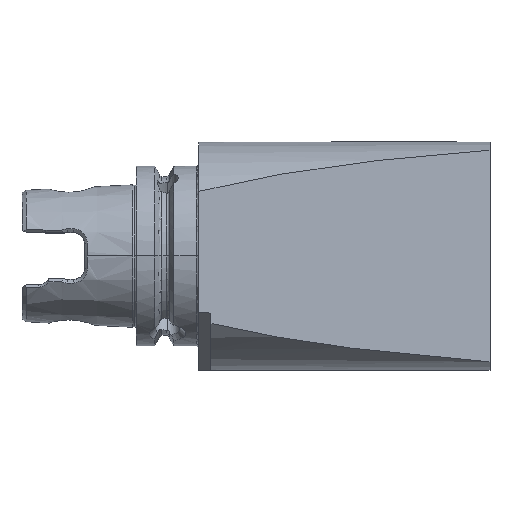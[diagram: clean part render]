
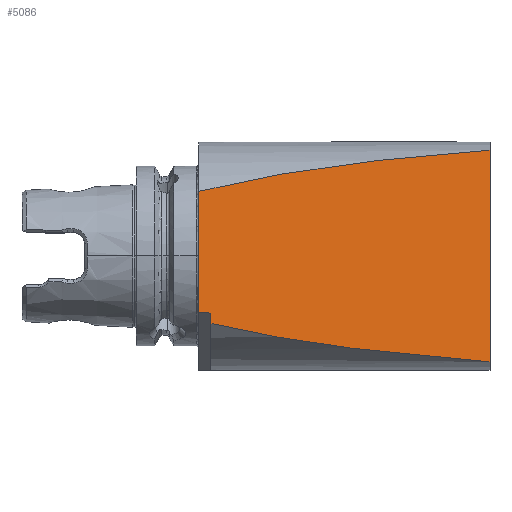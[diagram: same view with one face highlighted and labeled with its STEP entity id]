
A CAD part, top view. The second image highlights one B-rep face of the part: STEP entity #5086.
In plain terms, the highlighted planar face has unit normal (0.174, 0, 0.985).
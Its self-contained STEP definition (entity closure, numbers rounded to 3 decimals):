
#1310 = EDGE_LOOP ( 'NONE', ( #1561, #1689, #1690, #1691, #1692, #1693 ) ) ;
#1561 = ORIENTED_EDGE ( 'NONE', *, *, #1640, .F. ) ;
#1632 = EDGE_CURVE ( 'NONE', #4572, #4606, #8052, .T. ) ;
#1635 = EDGE_CURVE ( 'NONE', #4601, #4582, #7407, .T. ) ;
#1640 = EDGE_CURVE ( 'NONE', #4584, #4601, #7417, .T. ) ;
#1641 = EDGE_CURVE ( 'NONE', #4606, #4584, #7419, .T. ) ;
#1642 = EDGE_CURVE ( 'NONE', #4585, #4572, #7421, .T. ) ;
#1643 = EDGE_CURVE ( 'NONE', #4582, #4585, #8053, .T. ) ;
#1689 = ORIENTED_EDGE ( 'NONE', *, *, #1641, .F. ) ;
#1690 = ORIENTED_EDGE ( 'NONE', *, *, #1632, .F. ) ;
#1691 = ORIENTED_EDGE ( 'NONE', *, *, #1642, .F. ) ;
#1692 = ORIENTED_EDGE ( 'NONE', *, *, #1643, .F. ) ;
#1693 = ORIENTED_EDGE ( 'NONE', *, *, #1635, .F. ) ;
#4572 = VERTEX_POINT ( 'NONE', #13496 ) ;
#4582 = VERTEX_POINT ( 'NONE', #13504 ) ;
#4584 = VERTEX_POINT ( 'NONE', #13506 ) ;
#4585 = VERTEX_POINT ( 'NONE', #13507 ) ;
#4601 = VERTEX_POINT ( 'NONE', #13523 ) ;
#4606 = VERTEX_POINT ( 'NONE', #13528 ) ;
#5086 = ADVANCED_FACE ( 'NONE', ( #14891 ), #15995, .F. ) ;
#7407 = LINE ( 'NONE', #9520, #7412 ) ;
#7412 = VECTOR ( 'NONE', #9521, 1000. ) ;
#7417 = LINE ( 'NONE', #9532, #7420 ) ;
#7419 = LINE ( 'NONE', #9534, #7422 ) ;
#7420 = VECTOR ( 'NONE', #9533, 1000. ) ;
#7421 = LINE ( 'NONE', #9536, #7424 ) ;
#7422 = VECTOR ( 'NONE', #9535, 1000. ) ;
#7424 = VECTOR ( 'NONE', #9538, 1000. ) ;
#8052 =( BOUNDED_CURVE ( )  B_SPLINE_CURVE ( 3, ( #9512, #9507, #9508, #9513 ),
 .UNSPECIFIED., .F., .F. ) 
 B_SPLINE_CURVE_WITH_KNOTS ( ( 4, 4 ),
 ( 5.097, 5.65 ),
 .UNSPECIFIED. ) 
 CURVE ( )  GEOMETRIC_REPRESENTATION_ITEM ( )  RATIONAL_B_SPLINE_CURVE ( ( 1., 0.975, 0.975, 1. ) ) 
 REPRESENTATION_ITEM ( '' )  );
#8053 =( BOUNDED_CURVE ( )  B_SPLINE_CURVE ( 3, ( #9539, #9537, #9527, #9540 ),
 .UNSPECIFIED., .F., .F. ) 
 B_SPLINE_CURVE_WITH_KNOTS ( ( 4, 4 ),
 ( 0.601, 1.186 ),
 .UNSPECIFIED. ) 
 CURVE ( )  GEOMETRIC_REPRESENTATION_ITEM ( )  RATIONAL_B_SPLINE_CURVE ( ( 1., 0.972, 0.972, 1. ) ) 
 REPRESENTATION_ITEM ( '' )  );
#9507 = CARTESIAN_POINT ( 'NONE',  ( 84.743, -34.272, 21.937 ) ) ;
#9508 = CARTESIAN_POINT ( 'NONE',  ( 51.317, -29.686, 27.831 ) ) ;
#9512 = CARTESIAN_POINT ( 'NONE',  ( 124., -37.075, 15.015 ) ) ;
#9513 = CARTESIAN_POINT ( 'NONE',  ( 26.26, -23.665, 32.249 ) ) ;
#9520 = CARTESIAN_POINT ( 'NONE',  ( 22., -40., 33. ) ) ;
#9521 = DIRECTION ( 'NONE',  ( 0., 1., 0. ) ) ;
#9527 = CARTESIAN_POINT ( 'NONE',  ( 82.373, 34.103, 22.355 ) ) ;
#9532 = CARTESIAN_POINT ( 'NONE',  ( 124.976, -30.113, 14.843 ) ) ;
#9533 = DIRECTION ( 'NONE',  ( -0.98, 0.1, 0.173 ) ) ;
#9534 = CARTESIAN_POINT ( 'NONE',  ( 26.26, -40., 32.249 ) ) ;
#9535 = DIRECTION ( 'NONE',  ( 0., 1., 0. ) ) ;
#9536 = CARTESIAN_POINT ( 'NONE',  ( 124., 40., 15.015 ) ) ;
#9537 = CARTESIAN_POINT ( 'NONE',  ( 47.381, 29.139, 28.525 ) ) ;
#9538 = DIRECTION ( 'NONE',  ( 0., -1., 0. ) ) ;
#9539 = CARTESIAN_POINT ( 'NONE',  ( 22., 22.605, 33. ) ) ;
#9540 = CARTESIAN_POINT ( 'NONE',  ( 124., 37.075, 15.015 ) ) ;
#13496 = CARTESIAN_POINT ( 'NONE',  ( 124., -37.075, 15.015 ) ) ;
#13504 = CARTESIAN_POINT ( 'NONE',  ( 22., 22.605, 33. ) ) ;
#13506 = CARTESIAN_POINT ( 'NONE',  ( 26.26, -20.064, 32.249 ) ) ;
#13507 = CARTESIAN_POINT ( 'NONE',  ( 124., 37.075, 15.015 ) ) ;
#13523 = CARTESIAN_POINT ( 'NONE',  ( 22., -19.63, 33. ) ) ;
#13528 = CARTESIAN_POINT ( 'NONE',  ( 26.26, -23.665, 32.249 ) ) ;
#14891 = FACE_OUTER_BOUND ( 'NONE', #1310, .T. ) ;
#15776 = AXIS2_PLACEMENT_3D ( 'NONE', #15991, #15997, #15998 ) ;
#15991 = CARTESIAN_POINT ( 'NONE',  ( 124., -40., 15.015 ) ) ;
#15995 = PLANE ( 'NONE',  #15776 ) ;
#15997 = DIRECTION ( 'NONE',  ( -0.174, 0., -0.985 ) ) ;
#15998 = DIRECTION ( 'NONE',  ( -0.985, 0., 0.174 ) ) ;
